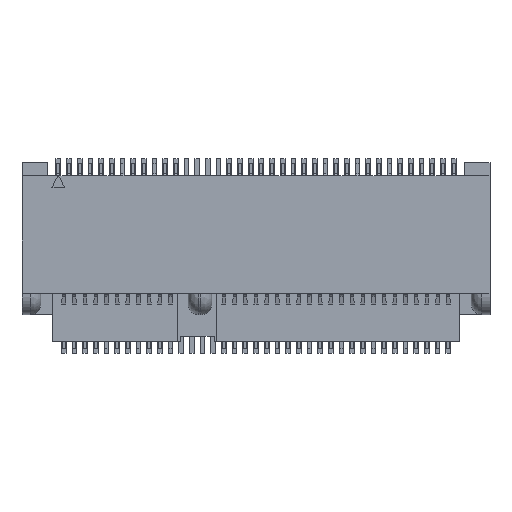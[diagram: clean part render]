
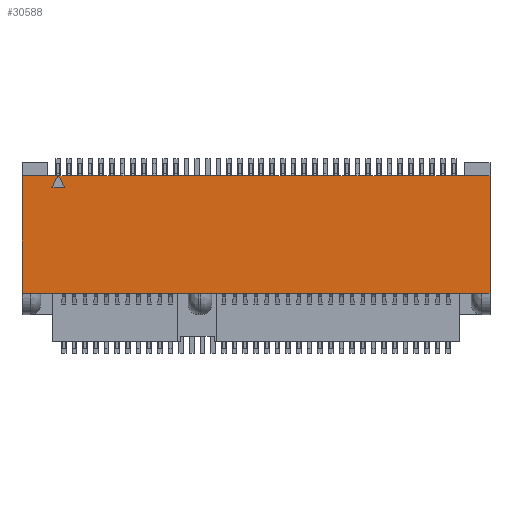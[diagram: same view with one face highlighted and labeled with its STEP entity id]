
A CAD part, top view. The second image highlights one B-rep face of the part: STEP entity #30588.
In plain terms, the highlighted planar face has unit normal (0, 0, 1).
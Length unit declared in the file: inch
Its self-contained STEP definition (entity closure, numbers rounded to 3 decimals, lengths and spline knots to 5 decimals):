
#768 = EDGE_LOOP ( 'NONE', ( #15892, #22356, #10582 ) ) ;
#1300 = CARTESIAN_POINT ( 'NONE',  ( -0.4311, 0.15256, 0.16835 ) ) ;
#2644 = EDGE_LOOP ( 'NONE', ( #20183, #50914, #12637, #11940, #20423, #10159, #53823, #44753 ) ) ;
#2660 = DIRECTION ( 'NONE',  ( 1., 0., 0. ) ) ;
#2698 = VERTEX_POINT ( 'NONE', #23459 ) ;
#3184 = VECTOR ( 'NONE', #51835, 39.37008 ) ;
#4231 = CARTESIAN_POINT ( 'NONE',  ( -0.4311, -0.06398, 0.16835 ) ) ;
#4566 = DIRECTION ( 'NONE',  ( 1., 0., 0. ) ) ;
#5436 = CARTESIAN_POINT ( 'NONE',  ( -0.4311, -0.06398, 0.16835 ) ) ;
#6398 = DIRECTION ( 'NONE',  ( 1., 0., 0. ) ) ;
#6819 = DIRECTION ( 'NONE',  ( 0., -1., 0. ) ) ;
#6962 = DIRECTION ( 'NONE',  ( 0., 0., 1. ) ) ;
#7657 = CARTESIAN_POINT ( 'NONE',  ( -0.10531, -0.06398, 0.16835 ) ) ;
#7933 = EDGE_CURVE ( 'NONE', #54638, #27961, #42057, .T. ) ;
#8457 = VECTOR ( 'NONE', #6819, 39.37008 ) ;
#8610 = VERTEX_POINT ( 'NONE', #11040 ) ;
#10159 = ORIENTED_EDGE ( 'NONE', *, *, #41860, .F. ) ;
#10268 = EDGE_CURVE ( 'NONE', #40130, #27961, #25572, .T. ) ;
#10365 = VERTEX_POINT ( 'NONE', #38553 ) ;
#10422 = EDGE_CURVE ( 'NONE', #40130, #42805, #18109, .T. ) ;
#10550 = FACE_BOUND ( 'NONE', #768, .T. ) ;
#10582 = ORIENTED_EDGE ( 'NONE', *, *, #26086, .F. ) ;
#10946 = LINE ( 'NONE', #27788, #8457 ) ;
#11040 = CARTESIAN_POINT ( 'NONE',  ( -0.36417, 0.15217, 0.16835 ) ) ;
#11829 = VECTOR ( 'NONE', #4566, 39.37008 ) ;
#11940 = ORIENTED_EDGE ( 'NONE', *, *, #41978, .T. ) ;
#12201 = DIRECTION ( 'NONE',  ( -0.5, 0.866, 0. ) ) ;
#12327 = DIRECTION ( 'NONE',  ( -1., 0., 0. ) ) ;
#12637 = ORIENTED_EDGE ( 'NONE', *, *, #20588, .F. ) ;
#13466 = EDGE_CURVE ( 'NONE', #20412, #8610, #25696, .T. ) ;
#13974 = VECTOR ( 'NONE', #50716, 39.37008 ) ;
#15892 = ORIENTED_EDGE ( 'NONE', *, *, #35838, .F. ) ;
#17444 = VECTOR ( 'NONE', #28031, 39.37008 ) ;
#18109 = LINE ( 'NONE', #26119, #11829 ) ;
#18200 = VECTOR ( 'NONE', #2660, 39.37008 ) ;
#19291 = CARTESIAN_POINT ( 'NONE',  ( -0.35236, 0.13171, 0.16835 ) ) ;
#19788 = LINE ( 'NONE', #23927, #18200 ) ;
#20183 = ORIENTED_EDGE ( 'NONE', *, *, #10268, .F. ) ;
#20412 = VERTEX_POINT ( 'NONE', #19291 ) ;
#20423 = ORIENTED_EDGE ( 'NONE', *, *, #53568, .F. ) ;
#20588 = EDGE_CURVE ( 'NONE', #10365, #42805, #46836, .T. ) ;
#21083 = DIRECTION ( 'NONE',  ( 1., 0., 0. ) ) ;
#21168 = LINE ( 'NONE', #42149, #35930 ) ;
#22356 = ORIENTED_EDGE ( 'NONE', *, *, #13466, .F. ) ;
#22522 = VECTOR ( 'NONE', #27731, 39.37008 ) ;
#23046 = CARTESIAN_POINT ( 'NONE',  ( -0.37598, 0.13171, 0.16835 ) ) ;
#23459 = CARTESIAN_POINT ( 'NONE',  ( 0.4311, -0.06398, 0.16835 ) ) ;
#23927 = CARTESIAN_POINT ( 'NONE',  ( 0.41634, -0.06398, 0.16835 ) ) ;
#24165 = LINE ( 'NONE', #48464, #17444 ) ;
#24287 = CARTESIAN_POINT ( 'NONE',  ( -0.10138, -0.06398, 0.16835 ) ) ;
#24783 = CARTESIAN_POINT ( 'NONE',  ( 0.41634, -0.06398, 0.16835 ) ) ;
#25322 = DIRECTION ( 'NONE',  ( 0., 1., 0. ) ) ;
#25572 = LINE ( 'NONE', #7657, #26018 ) ;
#25696 = LINE ( 'NONE', #41449, #33717 ) ;
#26018 = VECTOR ( 'NONE', #12327, 39.37008 ) ;
#26086 = EDGE_CURVE ( 'NONE', #54497, #20412, #26170, .T. ) ;
#26119 = CARTESIAN_POINT ( 'NONE',  ( -0.10531, -0.06398, 0.16835 ) ) ;
#26170 = LINE ( 'NONE', #23046, #22522 ) ;
#27731 = DIRECTION ( 'NONE',  ( 1., 0., 0. ) ) ;
#27788 = CARTESIAN_POINT ( 'NONE',  ( 0.4311, 0.15256, 0.16835 ) ) ;
#27961 = VERTEX_POINT ( 'NONE', #53790 ) ;
#28031 = DIRECTION ( 'NONE',  ( -0.5, -0.866, 0. ) ) ;
#29199 = CARTESIAN_POINT ( 'NONE',  ( -0.37598, 0.13171, 0.16835 ) ) ;
#30588 = ADVANCED_FACE ( 'NONE', ( #48917, #10550 ), #44221, .T. ) ;
#33679 = CARTESIAN_POINT ( 'NONE',  ( -0.4311, 0.15256, 0.16835 ) ) ;
#33717 = VECTOR ( 'NONE', #12201, 39.37008 ) ;
#35669 = CARTESIAN_POINT ( 'NONE',  ( -0.4311, 0.15256, 0.16835 ) ) ;
#35779 = AXIS2_PLACEMENT_3D ( 'NONE', #35669, #6962, #6398 ) ;
#35838 = EDGE_CURVE ( 'NONE', #8610, #54497, #24165, .T. ) ;
#35930 = VECTOR ( 'NONE', #25322, 39.37008 ) ;
#36735 = EDGE_CURVE ( 'NONE', #54638, #40509, #21168, .T. ) ;
#38553 = CARTESIAN_POINT ( 'NONE',  ( 0.41634, -0.06398, 0.16835 ) ) ;
#40130 = VERTEX_POINT ( 'NONE', #42848 ) ;
#40509 = VERTEX_POINT ( 'NONE', #33679 ) ;
#41449 = CARTESIAN_POINT ( 'NONE',  ( -0.35236, 0.13171, 0.16835 ) ) ;
#41860 = EDGE_CURVE ( 'NONE', #40509, #42297, #52093, .T. ) ;
#41978 = EDGE_CURVE ( 'NONE', #10365, #2698, #19788, .T. ) ;
#42057 = LINE ( 'NONE', #4231, #52866 ) ;
#42149 = CARTESIAN_POINT ( 'NONE',  ( -0.4311, -0.06398, 0.16835 ) ) ;
#42297 = VERTEX_POINT ( 'NONE', #48170 ) ;
#42805 = VERTEX_POINT ( 'NONE', #24287 ) ;
#42848 = CARTESIAN_POINT ( 'NONE',  ( -0.10531, -0.06398, 0.16835 ) ) ;
#44221 = PLANE ( 'NONE',  #35779 ) ;
#44753 = ORIENTED_EDGE ( 'NONE', *, *, #7933, .T. ) ;
#46836 = LINE ( 'NONE', #24783, #13974 ) ;
#48170 = CARTESIAN_POINT ( 'NONE',  ( 0.4311, 0.15256, 0.16835 ) ) ;
#48464 = CARTESIAN_POINT ( 'NONE',  ( -0.36417, 0.15217, 0.16835 ) ) ;
#48917 = FACE_OUTER_BOUND ( 'NONE', #2644, .T. ) ;
#50716 = DIRECTION ( 'NONE',  ( -1., 0., 0. ) ) ;
#50914 = ORIENTED_EDGE ( 'NONE', *, *, #10422, .T. ) ;
#51835 = DIRECTION ( 'NONE',  ( 1., 0., 0. ) ) ;
#52093 = LINE ( 'NONE', #1300, #3184 ) ;
#52866 = VECTOR ( 'NONE', #21083, 39.37008 ) ;
#53568 = EDGE_CURVE ( 'NONE', #42297, #2698, #10946, .T. ) ;
#53790 = CARTESIAN_POINT ( 'NONE',  ( -0.41634, -0.06398, 0.16835 ) ) ;
#53823 = ORIENTED_EDGE ( 'NONE', *, *, #36735, .F. ) ;
#54497 = VERTEX_POINT ( 'NONE', #29199 ) ;
#54638 = VERTEX_POINT ( 'NONE', #5436 ) ;
